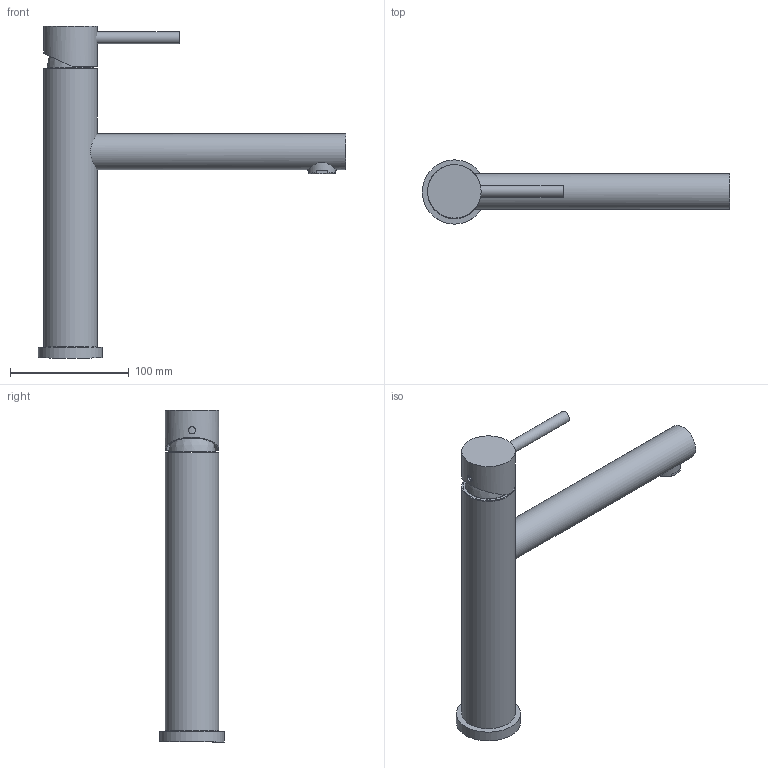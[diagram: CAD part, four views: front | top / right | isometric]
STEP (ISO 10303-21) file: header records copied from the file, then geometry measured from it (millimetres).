
FILE_DESCRIPTION(/* description */ (''),/* implementation_level */ '2;1');
FILE_NAME(/* name */ '3D_927800_ComoSky Innenleben raus Kartusche und Strahlregler,Ring am Auslauf entfernen.step',/* time_stamp */ '2023-02-23T16:56:27+01:00',/* author */ (''),/* organization */ (''),/* preprocessor_version */ 'ST-DEVELOPER v19.2',/* originating_system */ 'Autodesk Translation Framework v11.17.0.187',/* authorisation */ '');
FILE_SCHEMA (('AUTOMOTIVE_DESIGN { 1 0 10303 214 3 1 1 }'));
Length unit declared in the file: millimetre
Products named in the file (15): (Nicht gespeichert); GT2079-01_ASM; GT2011-04; GT2029-02_ASM; GT2021-02-01; GT2021-02-02; V262; V140C; 40605400001; V103_ASM; V103B; V249; V101; GT2011-05_ASM; GT2011-05
Assembly tree (14 placements, depth 3):
  (Nicht gespeichert)
    GT2079-01_ASM
      GT2011-04
    GT2029-02_ASM
      GT2021-02-01
      GT2021-02-02
      V262
      V140C
      40605400001
    V103_ASM
      V103B
      V249
      V101
    GT2011-05_ASM
      GT2011-05
Bounding box: 258.5 x 54 x 279.15 mm (x, y, z)
Volume: 290269.6 mm3; surface area: 115295.3 mm2
Topology: 8 solids, 8 shells, 108 faces, 233 edges, 147 vertices
Faces by surface type: plane 42, cylinder 38, cone 11, torus 9, bspline 8
Full cylindrical faces by diameter (mm): 6 x1, 10 x2, 16.5 x1, 20.1 x1, 22.5 x2, 23 x1, 23.9 x2, 24.5 x1, 30 x1, 38 x1, 39 x1, 40 x1, 40.2 x1, 41 x1, 42 x1, 42.5 x1, 42.7 x1, 42.8 x1, 45 x2, 54 x1
Entity records: 5622 total; most frequent: CARTESIAN_POINT 2831, DIRECTION 587, ORIENTED_EDGE 464, AXIS2_PLACEMENT_3D 254, EDGE_CURVE 232, VERTEX_POINT 147, EDGE_LOOP 123, CIRCLE 119
